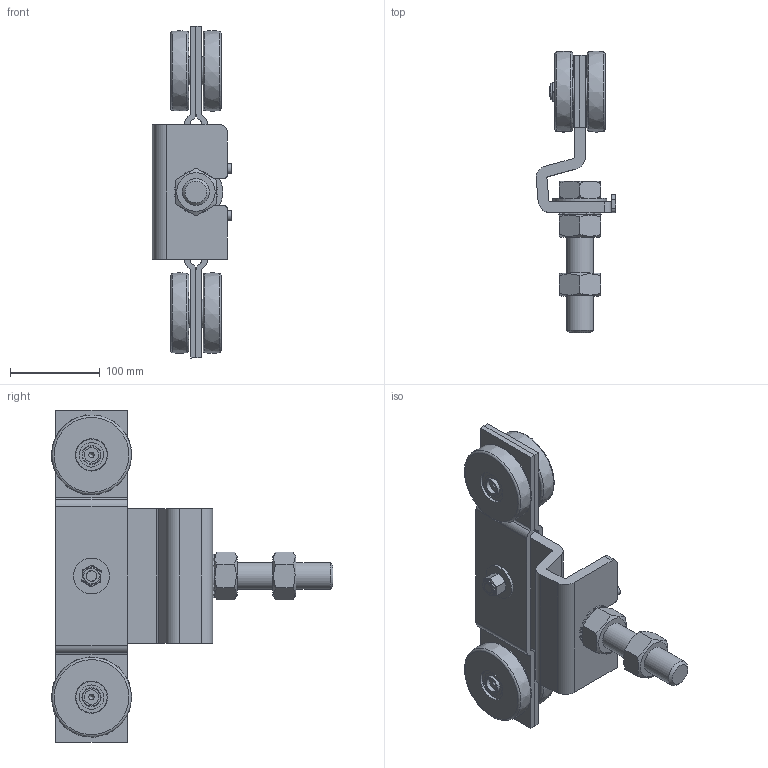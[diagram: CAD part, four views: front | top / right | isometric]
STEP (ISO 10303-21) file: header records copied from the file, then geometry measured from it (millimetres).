
FILE_DESCRIPTION(/* description */ (''),/* implementation_level */ '2;1');
FILE_NAME(/* name */ '9272S.stp',/* time_stamp */ '2015-10-21T13:44:46+02:00',/* author */ ('Lionel'),/* organization */ (''),/* preprocessor_version */ 'ST-DEVELOPER v15.6',/* originating_system */ 'Autodesk Inventor 2015',/* authorisation */ '');
FILE_SCHEMA (('AUTOMOTIVE_DESIGN { 1 0 10303 214 3 1 1 }'));
Length unit declared in the file: millimetre
Products named in the file (19): 16634; 22465; 17449; 16635; 16336; 14844; 16332; 16331; 09070; 16333; 04568; 06030; 04581; 06035; 09087; 09088; 09040; GALB90S; 9272S
Bounding box: 88.72 x 313.99 x 370 mm (x, y, z)
Volume: 1505611.4 mm3; surface area: 402164.6 mm2
Topology: 73 solids, 81 shells, 582 faces, 1394 edges, 918 vertices
Faces by surface type: plane 205, cylinder 201, torus 112, sphere 36, cone 24, bspline 4
Full cylindrical faces by diameter (mm): 2.5 x8, 11.835 x1, 14 x3, 15 x1, 16 x4, 18.249 x1, 19.37 x1, 19.8 x4, 20 x4, 20.5 x4, 25 x3, 25.5 x7, 26.211 x2, 27.172 x8, 30 x1, 31 x5, 32 x1, 34.828 x8, 36 x4, 40 x2, 42 x12, 46 x4, 60 x1
Entity records: 9930 total; most frequent: CARTESIAN_POINT 2099, DIRECTION 1667, ORIENTED_EDGE 1394, AXIS2_PLACEMENT_3D 691, EDGE_CURVE 681, VERTEX_POINT 483, EDGE_LOOP 418, CIRCLE 335
